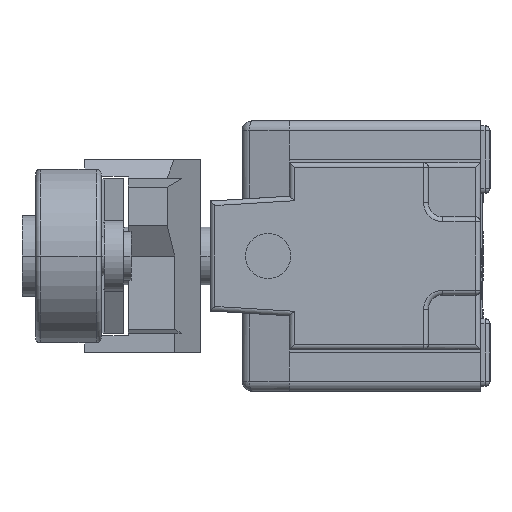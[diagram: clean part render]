
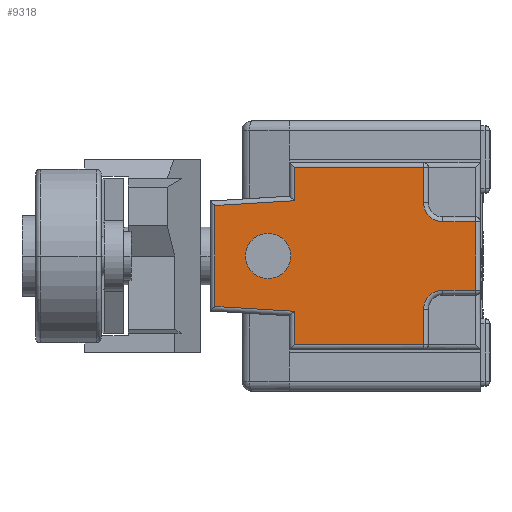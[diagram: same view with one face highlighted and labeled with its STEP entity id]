
A CAD part, left-side view. The second image highlights one B-rep face of the part: STEP entity #9318.
In plain terms, the highlighted planar face has unit normal (-1, 0, 0).
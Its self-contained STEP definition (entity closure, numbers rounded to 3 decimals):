
#1615=CARTESIAN_POINT('',(-51.5,22.,0.));
#1616=DIRECTION('',(-1.,0.,0.));
#1617=DIRECTION('',(0.,0.,1.));
#1618=AXIS2_PLACEMENT_3D('',#1615,#1616,#1617);
#1620=CARTESIAN_POINT('',(-51.5,22.,0.));
#1621=DIRECTION('',(-1.,0.,0.));
#1622=DIRECTION('',(0.,0.,-1.));
#1623=AXIS2_PLACEMENT_3D('',#1620,#1621,#1622);
#1625=DIRECTION('',(0.,0.,-1.));
#1626=VECTOR('',#1625,7.1);
#1627=CARTESIAN_POINT('',(-51.5,0.5,3.55));
#1628=LINE('',#1627,#1626);
#1629=DIRECTION('',(0.,-1.,0.));
#1630=VECTOR('',#1629,3.4);
#1631=CARTESIAN_POINT('',(-51.5,3.9,-3.55));
#1632=LINE('',#1631,#1630);
#1633=CARTESIAN_POINT('',(-51.5,3.9,-5.55));
#1634=DIRECTION('',(1.,0.,0.));
#1635=DIRECTION('',(0.,1.,0.));
#1636=AXIS2_PLACEMENT_3D('',#1633,#1634,#1635);
#1638=DIRECTION('',(0.,0.,1.));
#1639=VECTOR('',#1638,3.65);
#1640=CARTESIAN_POINT('',(-51.5,5.9,-9.2));
#1641=LINE('',#1640,#1639);
#1642=DIRECTION('',(0.,1.,0.));
#1643=VECTOR('',#1642,13.4);
#1644=CARTESIAN_POINT('',(-51.5,5.9,-9.2));
#1645=LINE('',#1644,#1643);
#1646=DIRECTION('',(0.,0.,-1.));
#1647=VECTOR('',#1646,3.47);
#1648=CARTESIAN_POINT('',(-51.5,19.3,-5.73));
#1649=LINE('',#1648,#1647);
#1650=DIRECTION('',(0.,-0.998,-0.061));
#1651=VECTOR('',#1650,8.215);
#1652=CARTESIAN_POINT('',(-51.5,27.5,-5.23));
#1653=LINE('',#1652,#1651);
#1654=DIRECTION('',(0.,0.,-1.));
#1655=VECTOR('',#1654,10.459);
#1656=CARTESIAN_POINT('',(-51.5,27.5,5.23));
#1657=LINE('',#1656,#1655);
#1658=DIRECTION('',(0.,0.998,-0.061));
#1659=VECTOR('',#1658,8.215);
#1660=CARTESIAN_POINT('',(-51.5,19.3,5.73));
#1661=LINE('',#1660,#1659);
#1662=DIRECTION('',(0.,0.,-1.));
#1663=VECTOR('',#1662,3.47);
#1664=CARTESIAN_POINT('',(-51.5,19.3,9.2));
#1665=LINE('',#1664,#1663);
#1666=DIRECTION('',(0.,-1.,0.));
#1667=VECTOR('',#1666,13.4);
#1668=CARTESIAN_POINT('',(-51.5,19.3,9.2));
#1669=LINE('',#1668,#1667);
#1670=DIRECTION('',(0.,0.,1.));
#1671=VECTOR('',#1670,3.65);
#1672=CARTESIAN_POINT('',(-51.5,5.9,5.55));
#1673=LINE('',#1672,#1671);
#1674=CARTESIAN_POINT('',(-51.5,3.9,5.55));
#1675=DIRECTION('',(1.,0.,0.));
#1676=DIRECTION('',(0.,0.,-1.));
#1677=AXIS2_PLACEMENT_3D('',#1674,#1675,#1676);
#1679=DIRECTION('',(0.,1.,0.));
#1680=VECTOR('',#1679,3.4);
#1681=CARTESIAN_POINT('',(-51.5,0.5,3.55));
#1682=LINE('',#1681,#1680);
#7726=CARTESIAN_POINT('',(-51.5,22.,2.35));
#7727=CARTESIAN_POINT('',(-51.5,22.,-2.35));
#7728=VERTEX_POINT('',#7726);
#7729=VERTEX_POINT('',#7727);
#7867=CARTESIAN_POINT('',(-51.5,0.5,3.55));
#7868=CARTESIAN_POINT('',(-51.5,0.5,-3.55));
#7869=VERTEX_POINT('',#7867);
#7870=VERTEX_POINT('',#7868);
#7895=CARTESIAN_POINT('',(-51.5,5.9,5.55));
#7896=CARTESIAN_POINT('',(-51.5,5.9,9.2));
#7897=VERTEX_POINT('',#7895);
#7898=VERTEX_POINT('',#7896);
#7899=CARTESIAN_POINT('',(-51.5,3.9,3.55));
#7900=VERTEX_POINT('',#7899);
#7903=CARTESIAN_POINT('',(-51.5,19.3,9.2));
#7904=VERTEX_POINT('',#7903);
#7909=CARTESIAN_POINT('',(-51.5,19.3,5.73));
#7910=VERTEX_POINT('',#7909);
#7913=CARTESIAN_POINT('',(-51.5,27.5,5.23));
#7914=VERTEX_POINT('',#7913);
#7917=CARTESIAN_POINT('',(-51.5,27.5,-5.23));
#7918=VERTEX_POINT('',#7917);
#7919=CARTESIAN_POINT('',(-51.5,19.3,-5.73));
#7920=VERTEX_POINT('',#7919);
#7925=CARTESIAN_POINT('',(-51.5,19.3,-9.2));
#7926=VERTEX_POINT('',#7925);
#7929=CARTESIAN_POINT('',(-51.5,5.9,-9.2));
#7930=VERTEX_POINT('',#7929);
#7947=CARTESIAN_POINT('',(-51.5,5.9,-5.55));
#7948=VERTEX_POINT('',#7947);
#7951=CARTESIAN_POINT('',(-51.5,3.9,-3.55));
#7952=VERTEX_POINT('',#7951);
#9279=CARTESIAN_POINT('',(-51.5,28.,-9.7));
#9280=DIRECTION('',(-1.,0.,0.));
#9281=DIRECTION('',(0.,-1.,0.));
#9282=AXIS2_PLACEMENT_3D('',#9279,#9280,#9281);
#9283=PLANE('',#9282);
#9285=ORIENTED_EDGE('',*,*,#9284,.T.);
#9287=ORIENTED_EDGE('',*,*,#9286,.F.);
#9289=ORIENTED_EDGE('',*,*,#9288,.F.);
#9291=ORIENTED_EDGE('',*,*,#9290,.F.);
#9293=ORIENTED_EDGE('',*,*,#9292,.T.);
#9295=ORIENTED_EDGE('',*,*,#9294,.F.);
#9297=ORIENTED_EDGE('',*,*,#9296,.F.);
#9299=ORIENTED_EDGE('',*,*,#9298,.F.);
#9301=ORIENTED_EDGE('',*,*,#9300,.F.);
#9302=ORIENTED_EDGE('',*,*,#9257,.F.);
#9303=ORIENTED_EDGE('',*,*,#9269,.T.);
#9305=ORIENTED_EDGE('',*,*,#9304,.F.);
#9307=ORIENTED_EDGE('',*,*,#9306,.F.);
#9309=ORIENTED_EDGE('',*,*,#9308,.F.);
#9310=EDGE_LOOP('',(#9285,#9287,#9289,#9291,#9293,#9295,#9297,#9299,#9301,#9302,
#9303,#9305,#9307,#9309));
#9311=FACE_OUTER_BOUND('',#9310,.F.);
#9313=ORIENTED_EDGE('',*,*,#9312,.T.);
#9315=ORIENTED_EDGE('',*,*,#9314,.T.);
#9316=EDGE_LOOP('',(#9313,#9315));
#9317=FACE_BOUND('',#9316,.F.);
#1619=CIRCLE('',#1618,2.35);
#1624=CIRCLE('',#1623,2.35);
#1637=CIRCLE('',#1636,2.);
#1678=CIRCLE('',#1677,2.);
#9257=EDGE_CURVE('',#7904,#7910,#1665,.T.);
#9269=EDGE_CURVE('',#7904,#7898,#1669,.T.);
#9284=EDGE_CURVE('',#7869,#7870,#1628,.T.);
#9286=EDGE_CURVE('',#7952,#7870,#1632,.T.);
#9288=EDGE_CURVE('',#7948,#7952,#1637,.T.);
#9290=EDGE_CURVE('',#7930,#7948,#1641,.T.);
#9292=EDGE_CURVE('',#7930,#7926,#1645,.T.);
#9294=EDGE_CURVE('',#7920,#7926,#1649,.T.);
#9296=EDGE_CURVE('',#7918,#7920,#1653,.T.);
#9298=EDGE_CURVE('',#7914,#7918,#1657,.T.);
#9300=EDGE_CURVE('',#7910,#7914,#1661,.T.);
#9304=EDGE_CURVE('',#7897,#7898,#1673,.T.);
#9306=EDGE_CURVE('',#7900,#7897,#1678,.T.);
#9308=EDGE_CURVE('',#7869,#7900,#1682,.T.);
#9312=EDGE_CURVE('',#7728,#7729,#1619,.T.);
#9314=EDGE_CURVE('',#7729,#7728,#1624,.T.);
#9318=ADVANCED_FACE('',(#9311,#9317),#9283,.T.);
